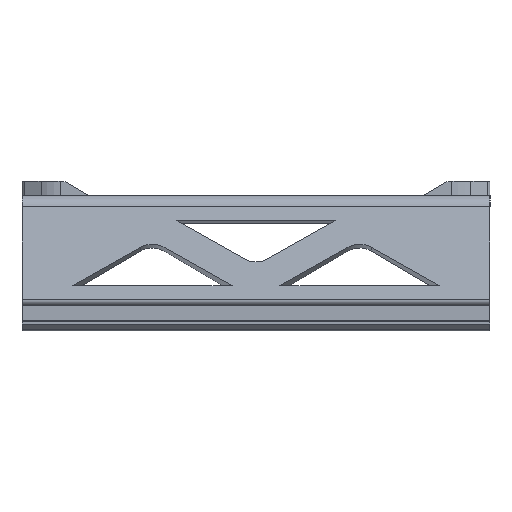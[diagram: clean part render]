
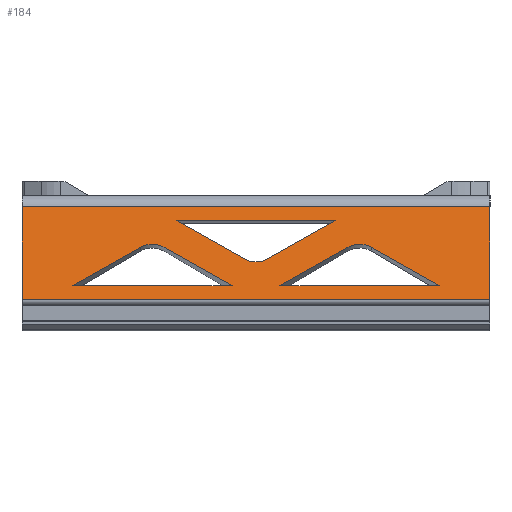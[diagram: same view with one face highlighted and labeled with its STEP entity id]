
A CAD part, front view. The second image highlights one B-rep face of the part: STEP entity #184.
In plain terms, the highlighted planar face has unit normal (0, -0.978, 0.208).
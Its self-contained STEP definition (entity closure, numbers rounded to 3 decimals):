
#40=CARTESIAN_POINT('',(-49.5,-36.5,23.0));
#41=DIRECTION('',(0.0,-0.978,0.208));
#42=DIRECTION('',(0.0,-0.208,-0.978));
#43=AXIS2_PLACEMENT_3D('',#40,#41,#42);
#44=PLANE('',#43);
#45=CARTESIAN_POINT('',(48.5,-37.005,20.624));
#46=VERTEX_POINT('',#45);
#47=CARTESIAN_POINT('',(48.5,-41.132,1.208));
#48=VERTEX_POINT('',#47);
#49=CARTESIAN_POINT('',(48.5,-36.5,23.0));
#50=DIRECTION('',(0.0,-0.208,-0.978));
#51=VECTOR('',#50,1.);
#52=LINE('',#49,#51);
#53=EDGE_CURVE('',#46,#48,#52,.T.);
#54=ORIENTED_EDGE('',*,*,#53,.F.);
#55=CARTESIAN_POINT('',(-49.5,-37.005,20.624));
#56=VERTEX_POINT('',#55);
#57=CARTESIAN_POINT('',(-49.5,-37.005,20.624));
#58=DIRECTION('',(1.0,0.0,0.0));
#59=VECTOR('',#58,1.0);
#60=LINE('',#57,#59);
#61=EDGE_CURVE('',#46,#56,#60,.F.);
#62=ORIENTED_EDGE('',*,*,#61,.T.);
#63=CARTESIAN_POINT('',(-49.5,-41.132,1.208));
#64=VERTEX_POINT('',#63);
#65=CARTESIAN_POINT('',(-49.5,-36.5,23.0));
#66=DIRECTION('',(0.0,-0.208,-0.978));
#67=VECTOR('',#66,1.);
#68=LINE('',#65,#67);
#69=EDGE_CURVE('',#56,#64,#68,.T.);
#70=ORIENTED_EDGE('',*,*,#69,.T.);
#71=CARTESIAN_POINT('',(-49.5,-41.132,1.208));
#72=DIRECTION('',(1.0,0.0,0.0));
#73=VECTOR('',#72,1.0);
#74=LINE('',#71,#73);
#75=EDGE_CURVE('',#64,#48,#74,.T.);
#76=ORIENTED_EDGE('',*,*,#75,.T.);
#77=EDGE_LOOP('',(#54,#62,#70,#76));
#78=FACE_OUTER_BOUND('',#77,.T.);
#79=CARTESIAN_POINT('',(-5.5,-40.524,4.069));
#80=VERTEX_POINT('',#79);
#81=CARTESIAN_POINT('',(-19.75,-38.813,12.116));
#82=VERTEX_POINT('',#81);
#83=CARTESIAN_POINT('',(-5.5,-40.524,4.069));
#84=DIRECTION('',(-0.866,0.104,0.489));
#85=VECTOR('',#84,1.);
#86=LINE('',#83,#85);
#87=EDGE_CURVE('',#80,#82,#86,.T.);
#88=ORIENTED_EDGE('',*,*,#87,.F.);
#89=CARTESIAN_POINT('',(-39.0,-40.524,4.069));
#90=VERTEX_POINT('',#89);
#91=CARTESIAN_POINT('',(-5.5,-40.524,4.069));
#92=DIRECTION('',(-1.0,0.0,0.0));
#93=VECTOR('',#92,1.0);
#94=LINE('',#91,#93);
#95=EDGE_CURVE('',#80,#90,#94,.T.);
#96=ORIENTED_EDGE('',*,*,#95,.T.);
#97=CARTESIAN_POINT('',(-24.75,-38.813,12.116));
#98=VERTEX_POINT('',#97);
#99=CARTESIAN_POINT('',(-39.0,-40.524,4.069));
#100=DIRECTION('',(0.866,0.104,0.489));
#101=VECTOR('',#100,1.);
#102=LINE('',#99,#101);
#103=EDGE_CURVE('',#90,#98,#102,.T.);
#104=ORIENTED_EDGE('',*,*,#103,.T.);
#105=CARTESIAN_POINT('',(-22.25,-39.714,7.881));
#106=DIRECTION('',(0.0,-0.978,0.208));
#107=DIRECTION('',(0.0,-0.208,-0.978));
#108=AXIS2_PLACEMENT_3D('',#105,#106,#107);
#109=CIRCLE('',#108,5.0);
#110=EDGE_CURVE('',#98,#82,#109,.F.);
#111=ORIENTED_EDGE('',*,*,#110,.T.);
#112=EDGE_LOOP('',(#88,#96,#104,#111));
#113=FACE_BOUND('',#112,.T.);
#114=CARTESIAN_POINT('',(-17.25,-37.613,17.763));
#115=VERTEX_POINT('',#114);
#116=CARTESIAN_POINT('',(16.25,-37.613,17.763));
#117=VERTEX_POINT('',#116);
#118=CARTESIAN_POINT('',(-17.25,-37.613,17.763));
#119=DIRECTION('',(1.0,0.0,0.0));
#120=VECTOR('',#119,1.0);
#121=LINE('',#118,#120);
#122=EDGE_CURVE('',#115,#117,#121,.T.);
#123=ORIENTED_EDGE('',*,*,#122,.T.);
#124=CARTESIAN_POINT('',(2.,-39.324,9.716));
#125=VERTEX_POINT('',#124);
#126=CARTESIAN_POINT('',(16.25,-37.613,17.763));
#127=DIRECTION('',(-0.866,-0.104,-0.489));
#128=VECTOR('',#127,1.);
#129=LINE('',#126,#128);
#130=EDGE_CURVE('',#117,#125,#129,.T.);
#131=ORIENTED_EDGE('',*,*,#130,.T.);
#132=CARTESIAN_POINT('',(-3.,-39.324,9.716));
#133=VERTEX_POINT('',#132);
#134=CARTESIAN_POINT('',(-0.5,-38.423,13.951));
#135=DIRECTION('',(0.0,-0.978,0.208));
#136=DIRECTION('',(0.0,-0.208,-0.978));
#137=AXIS2_PLACEMENT_3D('',#134,#135,#136);
#138=CIRCLE('',#137,5.0);
#139=EDGE_CURVE('',#125,#133,#138,.F.);
#140=ORIENTED_EDGE('',*,*,#139,.T.);
#141=CARTESIAN_POINT('',(-17.25,-37.613,17.763));
#142=DIRECTION('',(0.866,-0.104,-0.489));
#143=VECTOR('',#142,1.);
#144=LINE('',#141,#143);
#145=EDGE_CURVE('',#115,#133,#144,.T.);
#146=ORIENTED_EDGE('',*,*,#145,.F.);
#147=EDGE_LOOP('',(#123,#131,#140,#146));
#148=FACE_BOUND('',#147,.T.);
#149=CARTESIAN_POINT('',(4.5,-40.524,4.069));
#150=VERTEX_POINT('',#149);
#151=CARTESIAN_POINT('',(38.0,-40.524,4.069));
#152=VERTEX_POINT('',#151);
#153=CARTESIAN_POINT('',(4.5,-40.524,4.069));
#154=DIRECTION('',(1.0,0.0,0.0));
#155=VECTOR('',#154,1.0);
#156=LINE('',#153,#155);
#157=EDGE_CURVE('',#150,#152,#156,.T.);
#158=ORIENTED_EDGE('',*,*,#157,.F.);
#159=CARTESIAN_POINT('',(18.75,-38.813,12.116));
#160=VERTEX_POINT('',#159);
#161=CARTESIAN_POINT('',(4.5,-40.524,4.069));
#162=DIRECTION('',(0.866,0.104,0.489));
#163=VECTOR('',#162,1.);
#164=LINE('',#161,#163);
#165=EDGE_CURVE('',#150,#160,#164,.T.);
#166=ORIENTED_EDGE('',*,*,#165,.T.);
#167=CARTESIAN_POINT('',(23.75,-38.813,12.116));
#168=VERTEX_POINT('',#167);
#169=CARTESIAN_POINT('',(21.25,-39.714,7.881));
#170=DIRECTION('',(0.0,-0.978,0.208));
#171=DIRECTION('',(0.0,-0.208,-0.978));
#172=AXIS2_PLACEMENT_3D('',#169,#170,#171);
#173=CIRCLE('',#172,5.0);
#174=EDGE_CURVE('',#160,#168,#173,.F.);
#175=ORIENTED_EDGE('',*,*,#174,.T.);
#176=CARTESIAN_POINT('',(38.0,-40.524,4.069));
#177=DIRECTION('',(-0.866,0.104,0.489));
#178=VECTOR('',#177,1.);
#179=LINE('',#176,#178);
#180=EDGE_CURVE('',#152,#168,#179,.T.);
#181=ORIENTED_EDGE('',*,*,#180,.F.);
#182=EDGE_LOOP('',(#158,#166,#175,#181));
#183=FACE_BOUND('',#182,.T.);
#184=ADVANCED_FACE('',(#78,#113,#148,#183),#44,.T.);
